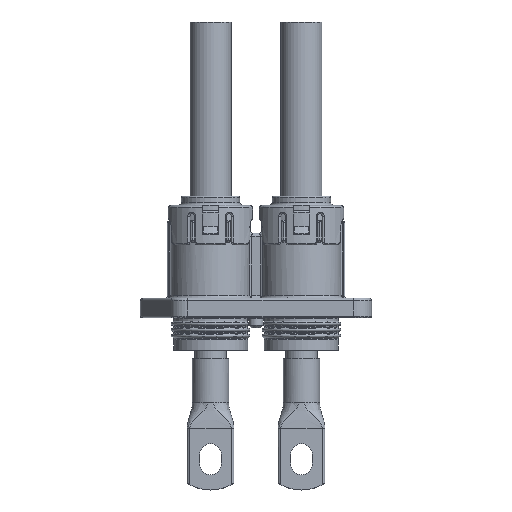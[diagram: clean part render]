
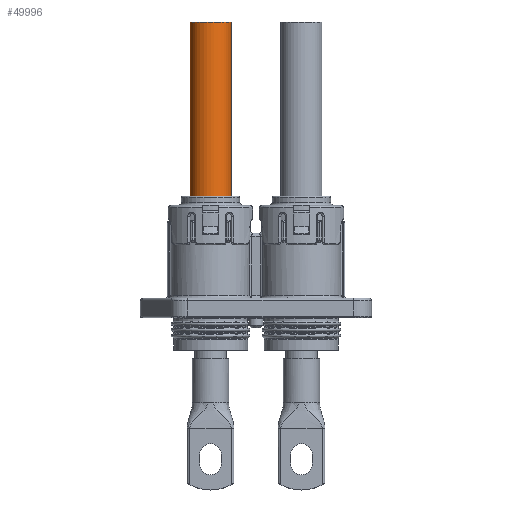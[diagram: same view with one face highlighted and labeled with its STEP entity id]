
A CAD part, front view. The second image highlights one B-rep face of the part: STEP entity #49996.
In plain terms, the highlighted cylindrical face has radius 7.9 mm (diameter 15.8 mm), a partial arc.
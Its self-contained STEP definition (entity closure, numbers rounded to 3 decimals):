
#21 = FACE_OUTER_BOUND ( 'NONE', #53963, .T. ) ;
#878 = DIRECTION ( 'NONE',  ( 0., 0., 1. ) ) ;
#2314 = EDGE_CURVE ( 'NONE', #10004, #5048, #62226, .T. ) ;
#4212 = VECTOR ( 'NONE', #47222, 1000. ) ;
#5048 = VERTEX_POINT ( 'NONE', #17802 ) ;
#5675 = EDGE_CURVE ( 'NONE', #5048, #50825, #22527, .T. ) ;
#5817 = LINE ( 'NONE', #39518, #15400 ) ;
#10004 = VERTEX_POINT ( 'NONE', #38805 ) ;
#14482 = CARTESIAN_POINT ( 'NONE',  ( -85.535, -14.238, -45.99 ) ) ;
#14858 = VERTEX_POINT ( 'NONE', #54939 ) ;
#15400 = VECTOR ( 'NONE', #29418, 1000. ) ;
#16164 = ORIENTED_EDGE ( 'NONE', *, *, #19950, .T. ) ;
#17802 = CARTESIAN_POINT ( 'NONE',  ( -93.435, -14.238, 97.01 ) ) ;
#19950 = EDGE_CURVE ( 'NONE', #10004, #14858, #52184, .T. ) ;
#20048 = DIRECTION ( 'NONE',  ( 1., 0., 0. ) ) ;
#22527 = CIRCLE ( 'NONE', #42755, 7.9 ) ;
#23108 = EDGE_CURVE ( 'NONE', #14858, #50825, #5817, .T. ) ;
#23481 = AXIS2_PLACEMENT_3D ( 'NONE', #14482, #52894, #30534 ) ;
#27971 = CARTESIAN_POINT ( 'NONE',  ( -93.435, -14.238, -45.99 ) ) ;
#29418 = DIRECTION ( 'NONE',  ( 0., 0., 1. ) ) ;
#30534 = DIRECTION ( 'NONE',  ( 1., 0., 0. ) ) ;
#32063 = AXIS2_PLACEMENT_3D ( 'NONE', #57767, #39879, #43727 ) ;
#35310 = ORIENTED_EDGE ( 'NONE', *, *, #23108, .T. ) ;
#38805 = CARTESIAN_POINT ( 'NONE',  ( -93.435, -14.238, -22.99 ) ) ;
#39518 = CARTESIAN_POINT ( 'NONE',  ( -77.635, -14.238, -45.99 ) ) ;
#39879 = DIRECTION ( 'NONE',  ( 0., 0., 1. ) ) ;
#42418 = ORIENTED_EDGE ( 'NONE', *, *, #2314, .F. ) ;
#42668 = ORIENTED_EDGE ( 'NONE', *, *, #5675, .F. ) ;
#42755 = AXIS2_PLACEMENT_3D ( 'NONE', #54355, #878, #20048 ) ;
#43727 = DIRECTION ( 'NONE',  ( 1., 0., 0. ) ) ;
#47222 = DIRECTION ( 'NONE',  ( 0., 0., 1. ) ) ;
#49996 = ADVANCED_FACE ( 'NONE', ( #21 ), #57558, .T. ) ;
#50825 = VERTEX_POINT ( 'NONE', #55454 ) ;
#52184 = CIRCLE ( 'NONE', #32063, 7.9 ) ;
#52894 = DIRECTION ( 'NONE',  ( 0., 0., 1. ) ) ;
#53963 = EDGE_LOOP ( 'NONE', ( #42418, #16164, #35310, #42668 ) ) ;
#54355 = CARTESIAN_POINT ( 'NONE',  ( -85.535, -14.238, 97.01 ) ) ;
#54939 = CARTESIAN_POINT ( 'NONE',  ( -77.635, -14.238, -22.99 ) ) ;
#55454 = CARTESIAN_POINT ( 'NONE',  ( -77.635, -14.238, 97.01 ) ) ;
#57558 = CYLINDRICAL_SURFACE ( 'NONE', #23481, 7.9 ) ;
#57767 = CARTESIAN_POINT ( 'NONE',  ( -85.535, -14.238, -22.99 ) ) ;
#62226 = LINE ( 'NONE', #27971, #4212 ) ;
